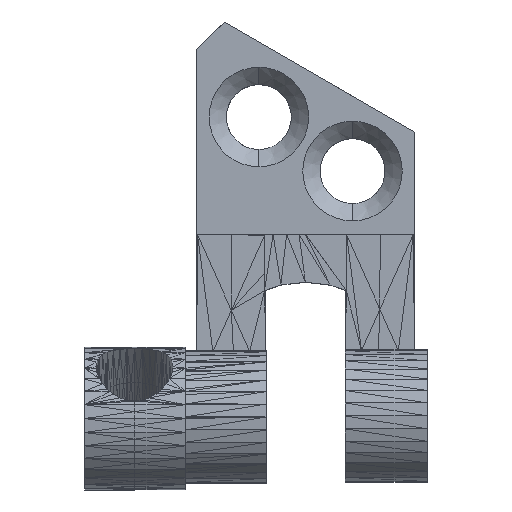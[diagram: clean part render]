
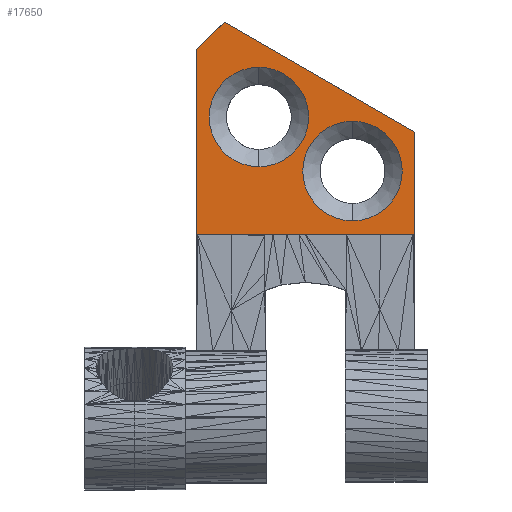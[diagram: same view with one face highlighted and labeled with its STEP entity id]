
A CAD part, top view. The second image highlights one B-rep face of the part: STEP entity #17650.
In plain terms, the highlighted planar face has unit normal (0, 0, 1).
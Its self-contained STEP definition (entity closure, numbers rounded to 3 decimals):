
#61 = EDGE_CURVE ( 'NONE', #4339, #29658, #26504, .T. ) ;
#165 = EDGE_CURVE ( 'NONE', #36083, #28434, #21414, .T. ) ;
#1749 = VECTOR ( 'NONE', #12217, 1000. ) ;
#2561 = AXIS2_PLACEMENT_3D ( 'NONE', #21052, #6666, #24232 ) ;
#2868 = LINE ( 'NONE', #31840, #1749 ) ;
#3321 = CARTESIAN_POINT ( 'NONE',  ( 286.814, 917.855, 16.536 ) ) ;
#3642 = CARTESIAN_POINT ( 'NONE',  ( -318.521, 318.52, 16.557 ) ) ;
#4237 = VERTEX_POINT ( 'NONE', #5625 ) ;
#4339 = VERTEX_POINT ( 'NONE', #20760 ) ;
#4949 = CARTESIAN_POINT ( 'NONE',  ( 286.814, 917.855, 16.536 ) ) ;
#5527 = VERTEX_POINT ( 'NONE', #21140 ) ;
#5625 = CARTESIAN_POINT ( 'NONE',  ( 294.022, 917.158, 16.536 ) ) ;
#5917 = DIRECTION ( 'NONE',  ( 0., 0., -1. ) ) ;
#6666 = DIRECTION ( 'NONE',  ( 0., 0., -1. ) ) ;
#6902 = CARTESIAN_POINT ( 'NONE',  ( 291.144, 917.655, 16.536 ) ) ;
#7402 = ORIENTED_EDGE ( 'NONE', *, *, #61, .T. ) ;
#7926 = CIRCLE ( 'NONE', #2561, 2.3 ) ;
#8041 = CARTESIAN_POINT ( 'NONE',  ( 286.814, 920.155, 16.536 ) ) ;
#8186 = LINE ( 'NONE', #33803, #22344 ) ;
#8380 = EDGE_LOOP ( 'NONE', ( #7402, #36854 ) ) ;
#8809 = ORIENTED_EDGE ( 'NONE', *, *, #35884, .T. ) ;
#9664 = VECTOR ( 'NONE', #34912, 1000. ) ;
#9788 = AXIS2_PLACEMENT_3D ( 'NONE', #3321, #5917, #31716 ) ;
#9950 = EDGE_CURVE ( 'NONE', #4237, #33909, #26308, .T. ) ;
#10166 = AXIS2_PLACEMENT_3D ( 'NONE', #4949, #12632, #16353 ) ;
#11618 = DIRECTION ( 'NONE',  ( 0., 0., 1. ) ) ;
#11630 = CARTESIAN_POINT ( 'NONE',  ( 285.205, 922.249, 16.536 ) ) ;
#12217 = DIRECTION ( 'NONE',  ( 1., 0., 0. ) ) ;
#12234 = VECTOR ( 'NONE', #15039, 1000. ) ;
#12521 = EDGE_LOOP ( 'NONE', ( #18874, #8809, #18884, #30099, #19777 ) ) ;
#12607 = CARTESIAN_POINT ( 'NONE',  ( 283.937, 920.981, 16.536 ) ) ;
#12632 = DIRECTION ( 'NONE',  ( 0., 0., -1. ) ) ;
#14332 = CARTESIAN_POINT ( 'NONE',  ( 283.937, 922.981, 16.536 ) ) ;
#15039 = DIRECTION ( 'NONE',  ( -0.707, -0.707, 0. ) ) ;
#15148 = VECTOR ( 'NONE', #35811, 1000. ) ;
#15271 = CARTESIAN_POINT ( 'NONE',  ( 283.937, 912.438, 16.536 ) ) ;
#15365 = DIRECTION ( 'NONE',  ( 0., 0., -1. ) ) ;
#15552 = CIRCLE ( 'NONE', #10166, 2.3 ) ;
#16353 = DIRECTION ( 'NONE',  ( 0., -1., 0. ) ) ;
#16517 = EDGE_LOOP ( 'NONE', ( #30267, #27058 ) ) ;
#17043 = VERTEX_POINT ( 'NONE', #20727 ) ;
#17650 = ADVANCED_FACE ( 'NONE', ( #31436, #20216, #31799 ), #20040, .T. ) ;
#18874 = ORIENTED_EDGE ( 'NONE', *, *, #9950, .T. ) ;
#18884 = ORIENTED_EDGE ( 'NONE', *, *, #165, .T. ) ;
#19216 = DIRECTION ( 'NONE',  ( 0., 1., 0. ) ) ;
#19224 = AXIS2_PLACEMENT_3D ( 'NONE', #24504, #15365, #21702 ) ;
#19777 = ORIENTED_EDGE ( 'NONE', *, *, #29960, .T. ) ;
#20040 = PLANE ( 'NONE',  #32282 ) ;
#20216 = FACE_BOUND ( 'NONE', #16517, .T. ) ;
#20583 = EDGE_CURVE ( 'NONE', #26790, #17043, #32948, .T. ) ;
#20727 = CARTESIAN_POINT ( 'NONE',  ( 291.144, 913.055, 16.536 ) ) ;
#20760 = CARTESIAN_POINT ( 'NONE',  ( 286.814, 915.555, 16.536 ) ) ;
#21052 = CARTESIAN_POINT ( 'NONE',  ( 291.144, 915.355, 16.536 ) ) ;
#21140 = CARTESIAN_POINT ( 'NONE',  ( 294.022, 912.438, 16.536 ) ) ;
#21414 = LINE ( 'NONE', #15271, #15148 ) ;
#21702 = DIRECTION ( 'NONE',  ( 0., -1., 0. ) ) ;
#22344 = VECTOR ( 'NONE', #19216, 1000. ) ;
#23461 = LINE ( 'NONE', #3642, #12234 ) ;
#24232 = DIRECTION ( 'NONE',  ( 0., -1., 0. ) ) ;
#24504 = CARTESIAN_POINT ( 'NONE',  ( 291.144, 915.355, 16.536 ) ) ;
#24805 = EDGE_CURVE ( 'NONE', #28434, #5527, #2868, .T. ) ;
#25036 = CARTESIAN_POINT ( 'NONE',  ( 283.937, 912.438, 16.536 ) ) ;
#25658 = EDGE_CURVE ( 'NONE', #29658, #4339, #15552, .T. ) ;
#26308 = LINE ( 'NONE', #14332, #9664 ) ;
#26504 = CIRCLE ( 'NONE', #9788, 2.3 ) ;
#26790 = VERTEX_POINT ( 'NONE', #6902 ) ;
#27058 = ORIENTED_EDGE ( 'NONE', *, *, #20583, .T. ) ;
#28434 = VERTEX_POINT ( 'NONE', #25036 ) ;
#28541 = EDGE_CURVE ( 'NONE', #17043, #26790, #7926, .T. ) ;
#29658 = VERTEX_POINT ( 'NONE', #8041 ) ;
#29960 = EDGE_CURVE ( 'NONE', #5527, #4237, #8186, .T. ) ;
#30099 = ORIENTED_EDGE ( 'NONE', *, *, #24805, .T. ) ;
#30267 = ORIENTED_EDGE ( 'NONE', *, *, #28541, .T. ) ;
#31436 = FACE_BOUND ( 'NONE', #8380, .T. ) ;
#31605 = CARTESIAN_POINT ( 'NONE',  ( 0., 0., 16.56 ) ) ;
#31716 = DIRECTION ( 'NONE',  ( 0., -1., 0. ) ) ;
#31799 = FACE_OUTER_BOUND ( 'NONE', #12521, .T. ) ;
#31840 = CARTESIAN_POINT ( 'NONE',  ( 294.022, 912.438, 16.536 ) ) ;
#32282 = AXIS2_PLACEMENT_3D ( 'NONE', #31605, #11618, #36193 ) ;
#32948 = CIRCLE ( 'NONE', #19224, 2.3 ) ;
#33803 = CARTESIAN_POINT ( 'NONE',  ( 294.022, 917.158, 16.536 ) ) ;
#33909 = VERTEX_POINT ( 'NONE', #11630 ) ;
#34912 = DIRECTION ( 'NONE',  ( -0.866, 0.5, 0. ) ) ;
#35811 = DIRECTION ( 'NONE',  ( 0., -1., 0. ) ) ;
#35884 = EDGE_CURVE ( 'NONE', #33909, #36083, #23461, .T. ) ;
#36083 = VERTEX_POINT ( 'NONE', #12607 ) ;
#36193 = DIRECTION ( 'NONE',  ( 0., -1., 0. ) ) ;
#36854 = ORIENTED_EDGE ( 'NONE', *, *, #25658, .T. ) ;
